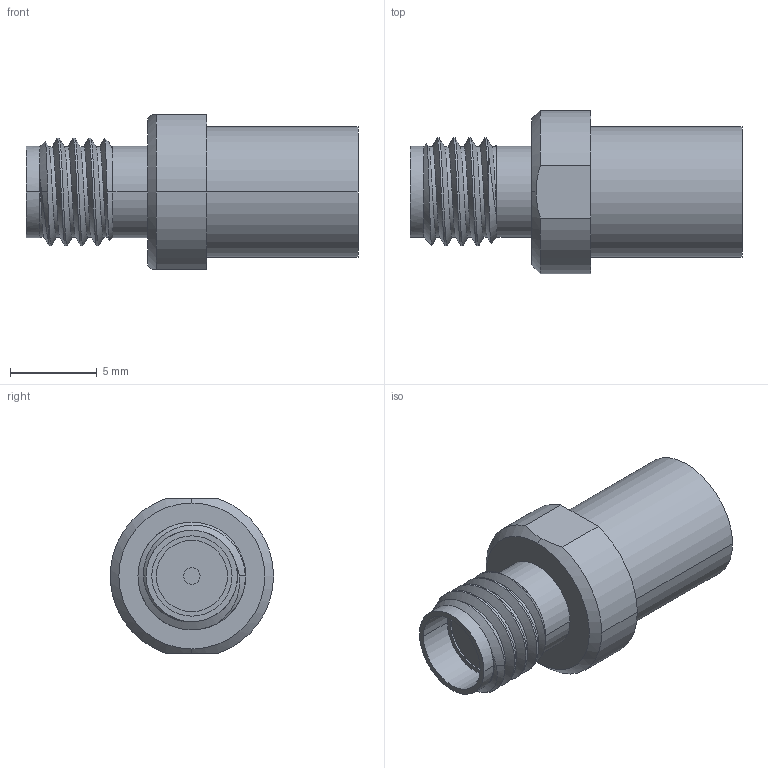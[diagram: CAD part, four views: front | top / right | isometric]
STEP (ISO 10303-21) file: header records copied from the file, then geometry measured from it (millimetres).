
FILE_DESCRIPTION (( 'STEP AP214' ), '1' );
FILE_NAME ('FMAD10026_3D.step', '2024-10-15T22:11:06', ( '' ), ( '' ), 'SwSTEP 2.0', 'SolidWorks 2022', '' );
FILE_SCHEMA (( 'AUTOMOTIVE_DESIGN' ));
Length unit declared in the file: inch
Products named in the file (5): AD-A8^FMAD10026; FMAD10026_3D; BMA8100-2^FMAD10026; ADS-A8J8---J8^FMAD10026; BMA8100-3^FMAD10026
Assembly tree (4 placements, depth 2):
  FMAD10026_3D
    AD-A8^FMAD10026
    ADS-A8J8---J8^FMAD10026
    BMA8100-3^FMAD10026
    BMA8100-2^FMAD10026
Bounding box: 19.1 x 9.38 x 8.9 mm (x, y, z)
Volume: 614 mm3; surface area: 1080.1 mm2
Topology: 5 solids, 5 shells, 468 faces, 1208 edges, 795 vertices
Faces by surface type: plane 207, cylinder 91, cone 85, torus 80, bspline 5
Entity records: 16660 total; most frequent: CARTESIAN_POINT 4509, DIRECTION 2703, ORIENTED_EDGE 2416, EDGE_CURVE 1208, AXIS2_PLACEMENT_3D 1066, VERTEX_POINT 795, CIRCLE 596, VECTOR 571
